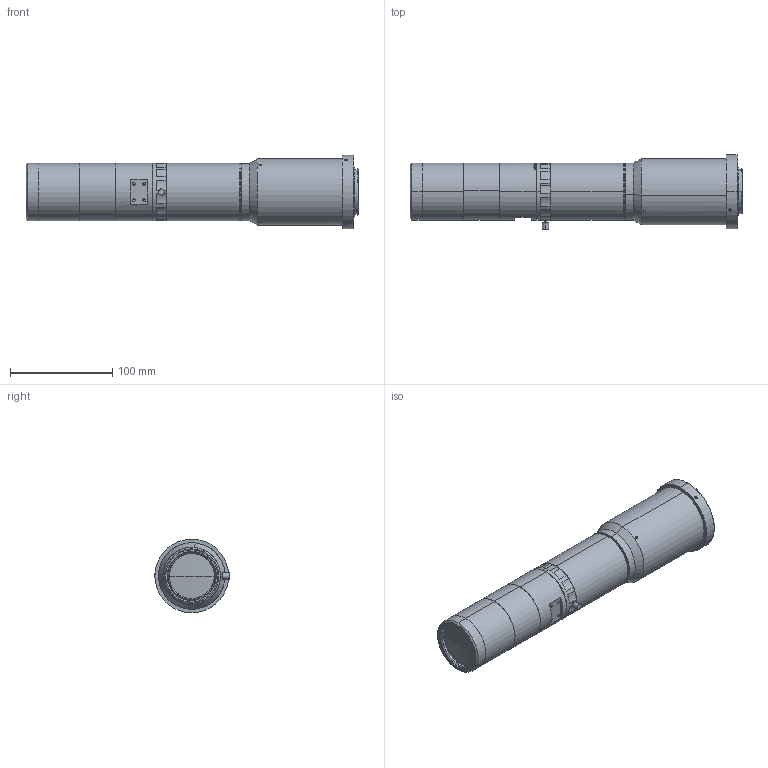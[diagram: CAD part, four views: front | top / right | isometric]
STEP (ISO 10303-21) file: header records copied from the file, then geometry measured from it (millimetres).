
FILE_DESCRIPTION (( 'STEP AP203' ), '1' );
FILE_NAME ('XF-MDT4X110-D35-VI.STEP', '2017-12-08T11:24:03', ( 'zhanghp' ), ( '' ), 'SwSTEP 2.0', 'SolidWorks 2014', '' );
FILE_SCHEMA (( 'CONFIG_CONTROL_DESIGN' ));
Length unit declared in the file: millimetre
Products named in the file (1): XF-MDT4X110-D35-VI
Bounding box: 324.22 x 72.5 x 72 mm (x, y, z)
Surface area: 90211.5 mm2 (no closed solid volume)
Topology: 0 solids, 26 shells, 225 faces, 776 edges, 548 vertices
Faces by surface type: cylinder 124, plane 69, cone 27, sphere 2, torus 2, bspline 1
Entity records: 10023 total; most frequent: CARTESIAN_POINT 3284, DIRECTION 1469, ORIENTED_EDGE 1210, EDGE_CURVE 776, AXIS2_PLACEMENT_3D 580, VERTEX_POINT 548, CIRCLE 355, VECTOR 309
